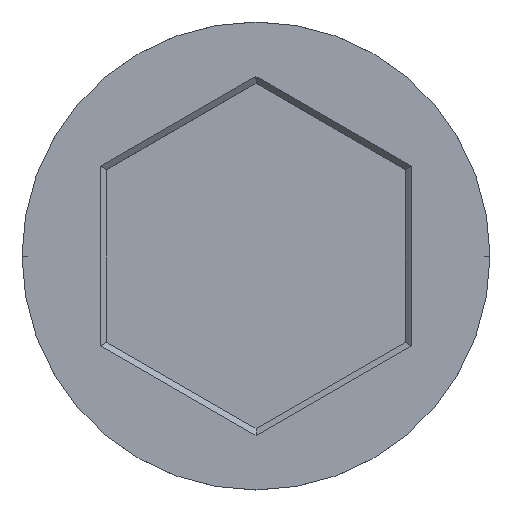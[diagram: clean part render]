
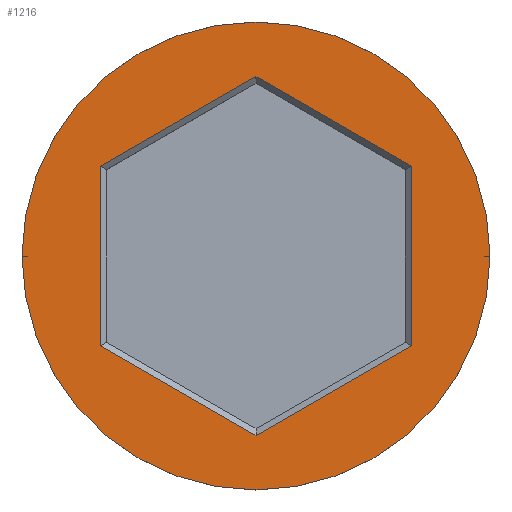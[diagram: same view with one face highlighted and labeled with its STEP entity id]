
A CAD part, top view. The second image highlights one B-rep face of the part: STEP entity #1216.
In plain terms, the highlighted planar face has unit normal (0, 0, 1).
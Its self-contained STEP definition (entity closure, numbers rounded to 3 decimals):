
#6 = DIRECTION ( 'NONE',  ( 0.866, 0.5, 0. ) ) ;
#37 = DIRECTION ( 'NONE',  ( -0.866, 0.5, 0. ) ) ;
#55 = EDGE_CURVE ( 'NONE', #917, #440, #1289, .T. ) ;
#59 = ORIENTED_EDGE ( 'NONE', *, *, #744, .T. ) ;
#148 = CARTESIAN_POINT ( 'NONE',  ( 5.15, -2.973, 0. ) ) ;
#200 = VERTEX_POINT ( 'NONE', #1142 ) ;
#208 = ORIENTED_EDGE ( 'NONE', *, *, #55, .T. ) ;
#209 = DIRECTION ( 'NONE',  ( 0., -1., 0. ) ) ;
#258 = DIRECTION ( 'NONE',  ( 0., 1., 0. ) ) ;
#345 = VERTEX_POINT ( 'NONE', #1271 ) ;
#352 = CARTESIAN_POINT ( 'NONE',  ( 7.75, 0., 0. ) ) ;
#362 = ORIENTED_EDGE ( 'NONE', *, *, #499, .T. ) ;
#378 = DIRECTION ( 'NONE',  ( 1., 0., 0. ) ) ;
#388 = LINE ( 'NONE', #728, #879 ) ;
#420 = EDGE_CURVE ( 'NONE', #437, #431, #1118, .T. ) ;
#431 = VERTEX_POINT ( 'NONE', #352 ) ;
#437 = VERTEX_POINT ( 'NONE', #1286 ) ;
#440 = VERTEX_POINT ( 'NONE', #486 ) ;
#456 = CARTESIAN_POINT ( 'NONE',  ( 5.15, 2.973, 0. ) ) ;
#477 = CARTESIAN_POINT ( 'NONE',  ( 5.05, 3.031, 0. ) ) ;
#486 = CARTESIAN_POINT ( 'NONE',  ( 0., -5.947, 0. ) ) ;
#493 = CARTESIAN_POINT ( 'NONE',  ( 0., 0., 0. ) ) ;
#498 = DIRECTION ( 'NONE',  ( 0.866, -0.5, 0. ) ) ;
#499 = EDGE_CURVE ( 'NONE', #431, #437, #633, .T. ) ;
#546 = LINE ( 'NONE', #1212, #1367 ) ;
#561 = EDGE_LOOP ( 'NONE', ( #362, #1487 ) ) ;
#618 = DIRECTION ( 'NONE',  ( -0.866, -0.5, 0. ) ) ;
#633 = CIRCLE ( 'NONE', #1091, 7.75 ) ;
#656 = ORIENTED_EDGE ( 'NONE', *, *, #848, .T. ) ;
#675 = ORIENTED_EDGE ( 'NONE', *, *, #1046, .T. ) ;
#680 = EDGE_LOOP ( 'NONE', ( #656, #898, #59, #783, #675, #208 ) ) ;
#683 = DIRECTION ( 'NONE',  ( 0., 0., 1. ) ) ;
#728 = CARTESIAN_POINT ( 'NONE',  ( -5.05, -3.031, 0. ) ) ;
#744 = EDGE_CURVE ( 'NONE', #200, #345, #1266, .T. ) ;
#748 = CARTESIAN_POINT ( 'NONE',  ( -5.15, -2.973, 0. ) ) ;
#783 = ORIENTED_EDGE ( 'NONE', *, *, #1285, .T. ) ;
#799 = VERTEX_POINT ( 'NONE', #456 ) ;
#811 = AXIS2_PLACEMENT_3D ( 'NONE', #493, #843, #1301 ) ;
#831 = VECTOR ( 'NONE', #6, 1000. ) ;
#843 = DIRECTION ( 'NONE',  ( 0., 0., 1. ) ) ;
#848 = EDGE_CURVE ( 'NONE', #440, #1363, #388, .T. ) ;
#868 = CARTESIAN_POINT ( 'NONE',  ( -5.15, 2.858, 0. ) ) ;
#879 = VECTOR ( 'NONE', #37, 1000. ) ;
#898 = ORIENTED_EDGE ( 'NONE', *, *, #901, .T. ) ;
#901 = EDGE_CURVE ( 'NONE', #1363, #200, #1182, .T. ) ;
#917 = VERTEX_POINT ( 'NONE', #148 ) ;
#1046 = EDGE_CURVE ( 'NONE', #799, #917, #546, .T. ) ;
#1074 = DIRECTION ( 'NONE',  ( 0., 0., 1. ) ) ;
#1091 = AXIS2_PLACEMENT_3D ( 'NONE', #1296, #1074, #378 ) ;
#1093 = AXIS2_PLACEMENT_3D ( 'NONE', #1254, #683, #1146 ) ;
#1118 = CIRCLE ( 'NONE', #811, 7.75 ) ;
#1138 = PLANE ( 'NONE',  #1093 ) ;
#1142 = CARTESIAN_POINT ( 'NONE',  ( -5.15, 2.973, 0. ) ) ;
#1146 = DIRECTION ( 'NONE',  ( 1., 0., 0. ) ) ;
#1179 = CARTESIAN_POINT ( 'NONE',  ( 0.1, -5.889, 0. ) ) ;
#1182 = LINE ( 'NONE', #868, #1294 ) ;
#1212 = CARTESIAN_POINT ( 'NONE',  ( 5.15, -2.858, 0. ) ) ;
#1216 = ADVANCED_FACE ( 'NONE', ( #1370, #1249 ), #1138, .T. ) ;
#1217 = VECTOR ( 'NONE', #498, 1000. ) ;
#1249 = FACE_OUTER_BOUND ( 'NONE', #561, .T. ) ;
#1254 = CARTESIAN_POINT ( 'NONE',  ( 0., 0., 0. ) ) ;
#1266 = LINE ( 'NONE', #1405, #831 ) ;
#1271 = CARTESIAN_POINT ( 'NONE',  ( 0., 5.947, 0. ) ) ;
#1285 = EDGE_CURVE ( 'NONE', #345, #799, #1404, .T. ) ;
#1286 = CARTESIAN_POINT ( 'NONE',  ( -7.75, 0., 0. ) ) ;
#1289 = LINE ( 'NONE', #1179, #1431 ) ;
#1294 = VECTOR ( 'NONE', #258, 1000. ) ;
#1296 = CARTESIAN_POINT ( 'NONE',  ( 0., 0., 0. ) ) ;
#1301 = DIRECTION ( 'NONE',  ( 1., 0., 0. ) ) ;
#1363 = VERTEX_POINT ( 'NONE', #748 ) ;
#1367 = VECTOR ( 'NONE', #209, 1000. ) ;
#1370 = FACE_BOUND ( 'NONE', #680, .T. ) ;
#1404 = LINE ( 'NONE', #477, #1217 ) ;
#1405 = CARTESIAN_POINT ( 'NONE',  ( -0.1, 5.889, 0. ) ) ;
#1431 = VECTOR ( 'NONE', #618, 1000. ) ;
#1487 = ORIENTED_EDGE ( 'NONE', *, *, #420, .T. ) ;
